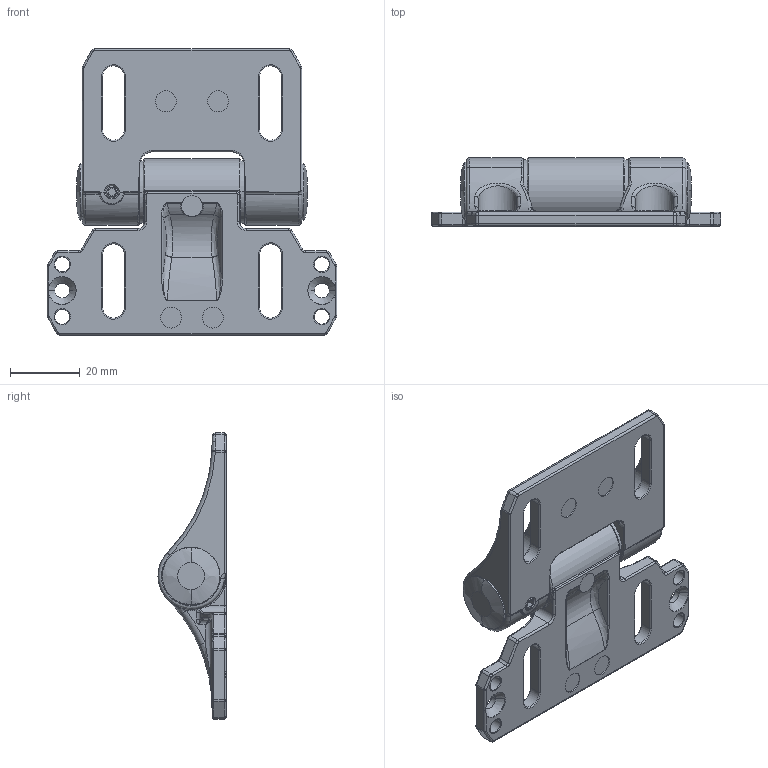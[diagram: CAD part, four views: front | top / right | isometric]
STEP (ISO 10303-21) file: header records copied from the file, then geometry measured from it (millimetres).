
FILE_DESCRIPTION((''),'2;1');
FILE_NAME('212869_ASM','2019-08-09T10:58:18',('pdmadmin'),('BANNER ENGINEERING'),'CREO PARAMETRIC BY PTC INC, 2018300','CREO PARAMETRIC BY PTC INC, 2018300','');
FILE_SCHEMA(('CONFIG_CONTROL_DESIGN'));
Length unit declared in the file: millimetre
Products named in the file (6): MANIFOLD_SOLID_BREP_14820; MANIFOLD_SOLID_BREP_34326; 6119490021_1_ASM; 25581---SI-HGZ63A_ASM; 25582---SI-HGZ63FQDL_ASM; 212869_ASM
Assembly tree (5 placements, depth 5):
  212869_ASM
    25582---SI-HGZ63FQDL_ASM
      25581---SI-HGZ63A_ASM
        6119490021_1_ASM
          MANIFOLD_SOLID_BREP_14820
          MANIFOLD_SOLID_BREP_34326
Bounding box: 83 x 19.5 x 82 mm (x, y, z)
Volume: 32494.8 mm3; surface area: 18863.7 mm2
Topology: 2 solids, 2 shells, 600 faces, 1607 edges, 1002 vertices
Faces by surface type: cylinder 208, plane 167, bspline 109, torus 90, cone 22, sphere 4
Entity records: 25514 total; most frequent: CARTESIAN_POINT 10834, ORIENTED_EDGE 3198, DIRECTION 3008, EDGE_CURVE 1599, AXIS2_PLACEMENT_3D 1222, VERTEX_POINT 1002, CIRCLE 716, EDGE_LOOP 637
